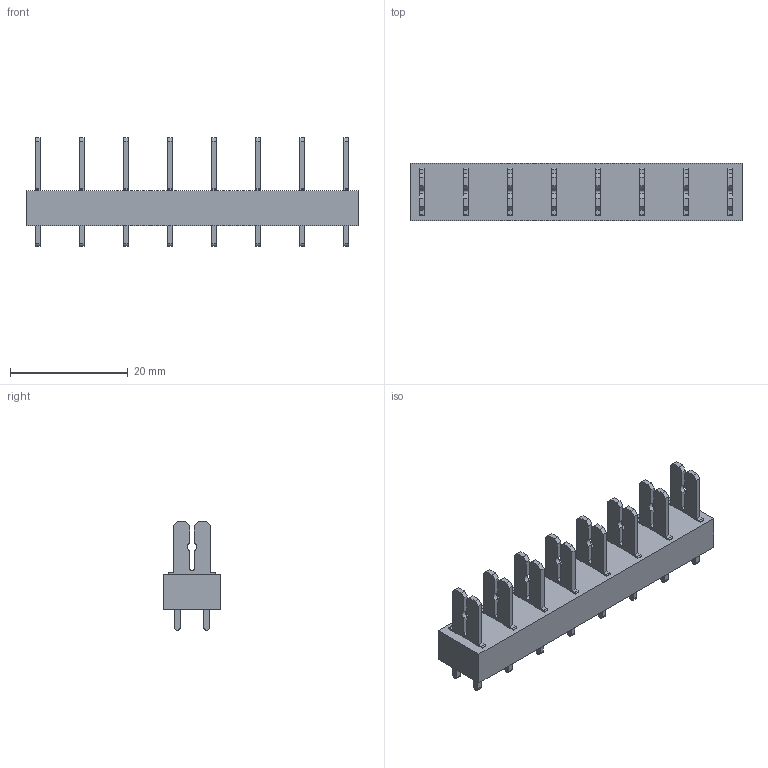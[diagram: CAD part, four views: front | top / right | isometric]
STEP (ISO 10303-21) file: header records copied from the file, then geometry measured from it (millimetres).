
FILE_DESCRIPTION(('CATIA V5 STEP Exchange','CAx-IF Rec.Pracs.--- Model Styling and Organization---1.2---2011-12-15'),'2;1');
FILE_NAME ('D1464859_0_9500680000_9500680000.stp','2018-12-03T09:14:30+00:00',('none'),('Weidmueller'),'CATIA Version 5-6 Release 2014','CATIA V5 STEP AP214','none');
FILE_SCHEMA(('AUTOMOTIVE_DESIGN { 1 0 10303 214 1 1 1 1 }'));
Length unit declared in the file: millimetre
Products named in the file (1): 9500680000
Bounding box: 56.5 x 9.8 x 18.5 mm (x, y, z)
Volume: 3682.6 mm3; surface area: 3870.4 mm2
Topology: 9 solids, 9 shells, 326 faces, 924 edges, 616 vertices
Faces by surface type: plane 270, cylinder 56
Entity records: 9207 total; most frequent: ORIENTED_EDGE 1848, CARTESIAN_POINT 1609, DIRECTION 1060, EDGE_CURVE 924, VECTOR 812, LINE 812, VERTEX_POINT 616, EDGE_LOOP 358
